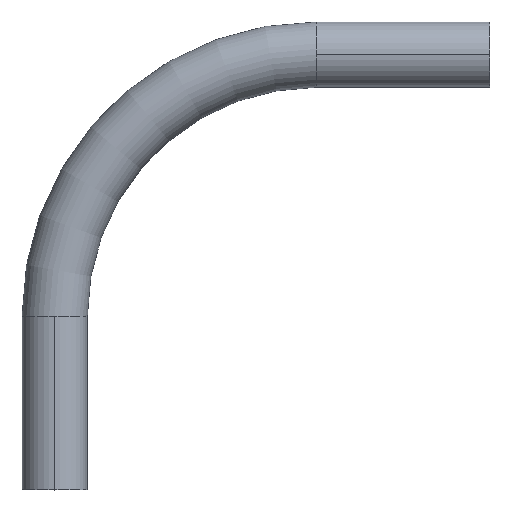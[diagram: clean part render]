
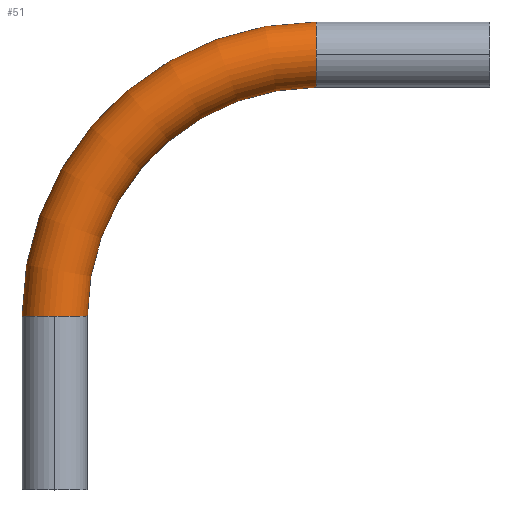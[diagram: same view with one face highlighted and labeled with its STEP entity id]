
A CAD part, top view. The second image highlights one B-rep face of the part: STEP entity #51.
In plain terms, the highlighted toroidal (fillet/blend) face has major radius 200 mm and minor radius 25 mm.
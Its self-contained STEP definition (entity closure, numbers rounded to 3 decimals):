
#4 = VERTEX_POINT ( 'NONE', #104 ) ;
#5 = FACE_OUTER_BOUND ( 'NONE', #362, .T. ) ;
#6 = DIRECTION ( 'NONE',  ( 1., 0., 0. ) ) ;
#11 = DIRECTION ( 'NONE',  ( 0., 0., -1. ) ) ;
#25 = DIRECTION ( 'NONE',  ( 0., 0., -1. ) ) ;
#30 = CIRCLE ( 'NONE', #37, 225. ) ;
#34 = ORIENTED_EDGE ( 'NONE', *, *, #477, .F. ) ;
#35 = DIRECTION ( 'NONE',  ( 0., 0., -1. ) ) ;
#37 = AXIS2_PLACEMENT_3D ( 'NONE', #414, #374, #6 ) ;
#41 = CARTESIAN_POINT ( 'NONE',  ( 0., 225., 0. ) ) ;
#43 = EDGE_CURVE ( 'NONE', #4, #195, #444, .T. ) ;
#49 = AXIS2_PLACEMENT_3D ( 'NONE', #483, #322, #25 ) ;
#51 = ADVANCED_FACE ( 'NONE', ( #5 ), #373, .T. ) ;
#53 = EDGE_CURVE ( 'NONE', #100, #175, #30, .T. ) ;
#82 = CARTESIAN_POINT ( 'NONE',  ( 0., 200., 0. ) ) ;
#85 = AXIS2_PLACEMENT_3D ( 'NONE', #82, #390, #226 ) ;
#100 = VERTEX_POINT ( 'NONE', #41 ) ;
#104 = CARTESIAN_POINT ( 'NONE',  ( -200., 0., 25. ) ) ;
#134 = CIRCLE ( 'NONE', #49, 25. ) ;
#135 = ORIENTED_EDGE ( 'NONE', *, *, #43, .T. ) ;
#141 = CARTESIAN_POINT ( 'NONE',  ( -200., 0., 0. ) ) ;
#150 = DIRECTION ( 'NONE',  ( 0., 0., 1. ) ) ;
#154 = CIRCLE ( 'NONE', #457, 175. ) ;
#171 = EDGE_CURVE ( 'NONE', #185, #195, #154, .T. ) ;
#175 = VERTEX_POINT ( 'NONE', #497 ) ;
#185 = VERTEX_POINT ( 'NONE', #299 ) ;
#195 = VERTEX_POINT ( 'NONE', #421 ) ;
#201 = ORIENTED_EDGE ( 'NONE', *, *, #215, .T. ) ;
#215 = EDGE_CURVE ( 'NONE', #175, #4, #424, .T. ) ;
#223 = AXIS2_PLACEMENT_3D ( 'NONE', #489, #251, #369 ) ;
#226 = DIRECTION ( 'NONE',  ( 0., 0., -1. ) ) ;
#251 = DIRECTION ( 'NONE',  ( 0., 0., 1. ) ) ;
#257 = EDGE_CURVE ( 'NONE', #471, #185, #467, .T. ) ;
#266 = DIRECTION ( 'NONE',  ( 0., 1., 0. ) ) ;
#289 = ORIENTED_EDGE ( 'NONE', *, *, #257, .F. ) ;
#299 = CARTESIAN_POINT ( 'NONE',  ( 0., 175., 0. ) ) ;
#322 = DIRECTION ( 'NONE',  ( 1., 0., 0. ) ) ;
#327 = ORIENTED_EDGE ( 'NONE', *, *, #53, .T. ) ;
#362 = EDGE_LOOP ( 'NONE', ( #34, #327, #201, #135, #479, #289 ) ) ;
#369 = DIRECTION ( 'NONE',  ( 1., 0., 0. ) ) ;
#373 = TOROIDAL_SURFACE ( 'NONE', #223, 200., 25. ) ;
#374 = DIRECTION ( 'NONE',  ( 0., 0., 1. ) ) ;
#375 = CARTESIAN_POINT ( 'NONE',  ( 0., 0., 0. ) ) ;
#390 = DIRECTION ( 'NONE',  ( 1., 0., 0. ) ) ;
#414 = CARTESIAN_POINT ( 'NONE',  ( 0., 0., 0. ) ) ;
#416 = AXIS2_PLACEMENT_3D ( 'NONE', #141, #449, #35 ) ;
#417 = DIRECTION ( 'NONE',  ( 1., 0., 0. ) ) ;
#421 = CARTESIAN_POINT ( 'NONE',  ( -175., 0., 0. ) ) ;
#424 = CIRCLE ( 'NONE', #441, 25. ) ;
#429 = CARTESIAN_POINT ( 'NONE',  ( -200., 0., 0. ) ) ;
#441 = AXIS2_PLACEMENT_3D ( 'NONE', #429, #266, #11 ) ;
#444 = CIRCLE ( 'NONE', #416, 25. ) ;
#449 = DIRECTION ( 'NONE',  ( 0., 1., 0. ) ) ;
#457 = AXIS2_PLACEMENT_3D ( 'NONE', #375, #150, #417 ) ;
#467 = CIRCLE ( 'NONE', #85, 25. ) ;
#471 = VERTEX_POINT ( 'NONE', #484 ) ;
#477 = EDGE_CURVE ( 'NONE', #100, #471, #134, .T. ) ;
#479 = ORIENTED_EDGE ( 'NONE', *, *, #171, .F. ) ;
#483 = CARTESIAN_POINT ( 'NONE',  ( 0., 200., 0. ) ) ;
#484 = CARTESIAN_POINT ( 'NONE',  ( 0., 200., 25. ) ) ;
#489 = CARTESIAN_POINT ( 'NONE',  ( 0., 0., 0. ) ) ;
#497 = CARTESIAN_POINT ( 'NONE',  ( -225., 0., 0. ) ) ;
